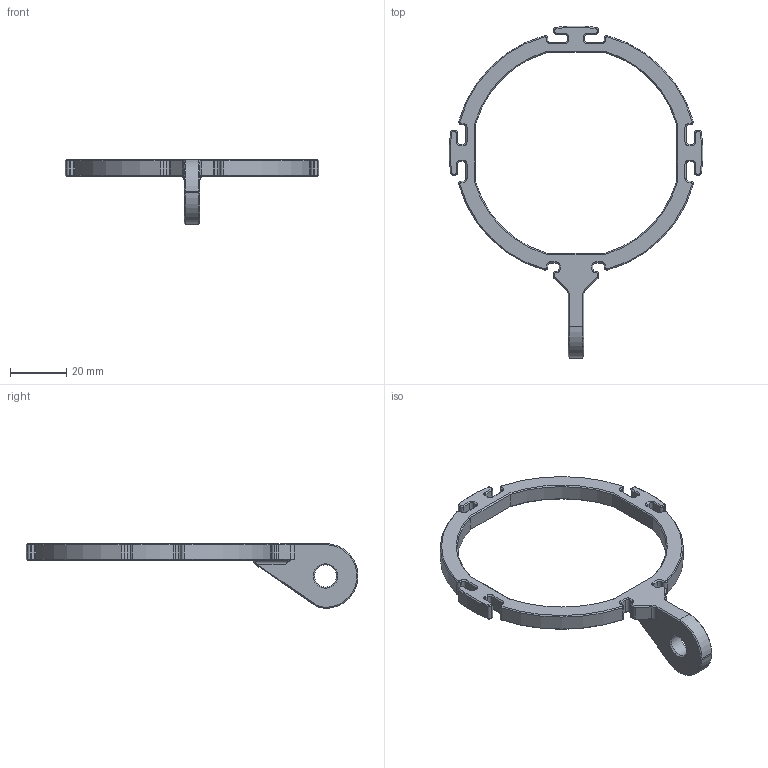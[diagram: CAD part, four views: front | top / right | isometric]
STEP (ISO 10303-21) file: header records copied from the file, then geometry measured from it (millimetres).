
FILE_DESCRIPTION(/* description */ (''),/* implementation_level */ '2;1');
FILE_NAME(/* name */ 'Ring.step',/* time_stamp */ '2021-03-18T13:58:39-04:00',/* author */ (''),/* organization */ (''),/* preprocessor_version */ 'ST-DEVELOPER v18.1',/* originating_system */ 'Autodesk Translation Framework v9.10.0.1330',/* authorisation */ '');
FILE_SCHEMA (('AUTOMOTIVE_DESIGN { 1 0 10303 214 3 1 1 }'));
Length unit declared in the file: millimetre
Products named in the file (1): Ring
Bounding box: 89.87 x 117.56 x 23 mm (x, y, z)
Volume: 12197.6 mm3; surface area: 7990.6 mm2
Topology: 1 solids, 1 shells, 341 faces, 804 edges, 464 vertices
Faces by surface type: plane 142, cone 131, cylinder 68
Full cylindrical faces by diameter (mm): 7.8 x1
Entity records: 9637 total; most frequent: CARTESIAN_POINT 1735, DIRECTION 1716, ORIENTED_EDGE 1608, EDGE_CURVE 804, AXIS2_PLACEMENT_3D 605, LINE 506, VECTOR 506, VERTEX_POINT 464
